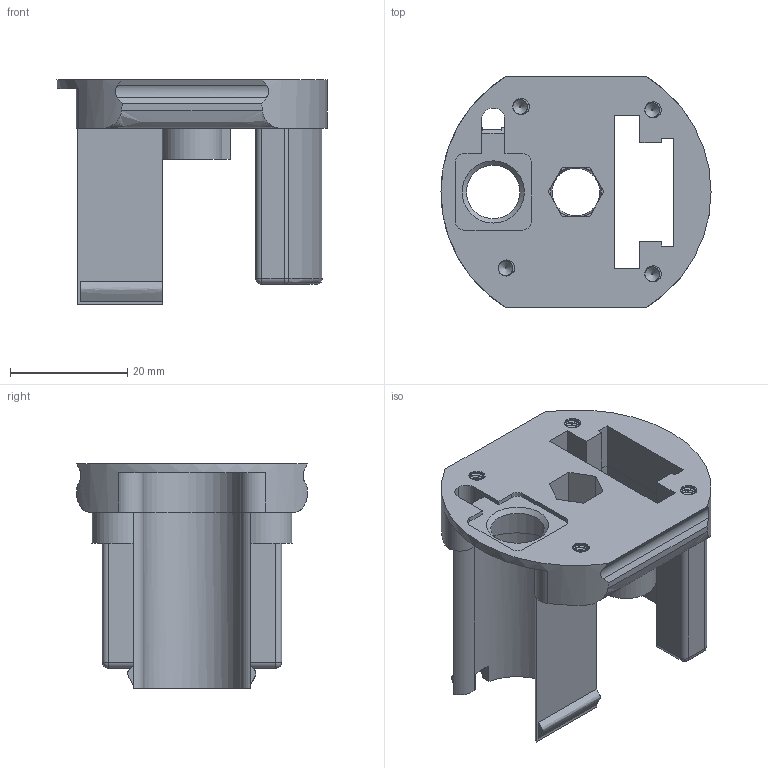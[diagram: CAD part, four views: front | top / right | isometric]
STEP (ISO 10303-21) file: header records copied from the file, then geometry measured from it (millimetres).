
FILE_DESCRIPTION(/* description */ (''),/* implementation_level */ '2;1');
FILE_NAME(/* name */ 'Base.step',/* time_stamp */ '2025-12-04T22:56:32Z',/* author */ (''),/* organization */ (''),/* preprocessor_version */ 'ST-DEVELOPER v20.1',/* originating_system */ 'Autodesk Translation Framework v14.21.0.0',/* authorisation */ '');
FILE_SCHEMA (('AUTOMOTIVE_DESIGN { 1 0 10303 214 3 1 1 }'));
Length unit declared in the file: millimetre
Products named in the file (1): Base
Bounding box: 46 x 39.39 x 38.25 mm (x, y, z)
Volume: 16168.3 mm3; surface area: 11538.7 mm2
Topology: 4 solids, 4 shells, 318 faces, 886 edges, 583 vertices
Faces by surface type: cylinder 174, plane 116, bspline 16, cone 7, sphere 4, torus 1
Full cylindrical faces by diameter (mm): 2.529 x36, 3.086 x12, 8.1 x1, 8.75 x1
Entity records: 19102 total; most frequent: CARTESIAN_POINT 11458, ORIENTED_EDGE 1774, DIRECTION 1307, EDGE_CURVE 887, VERTEX_POINT 584, AXIS2_PLACEMENT_3D 444, LINE 419, VECTOR 419
